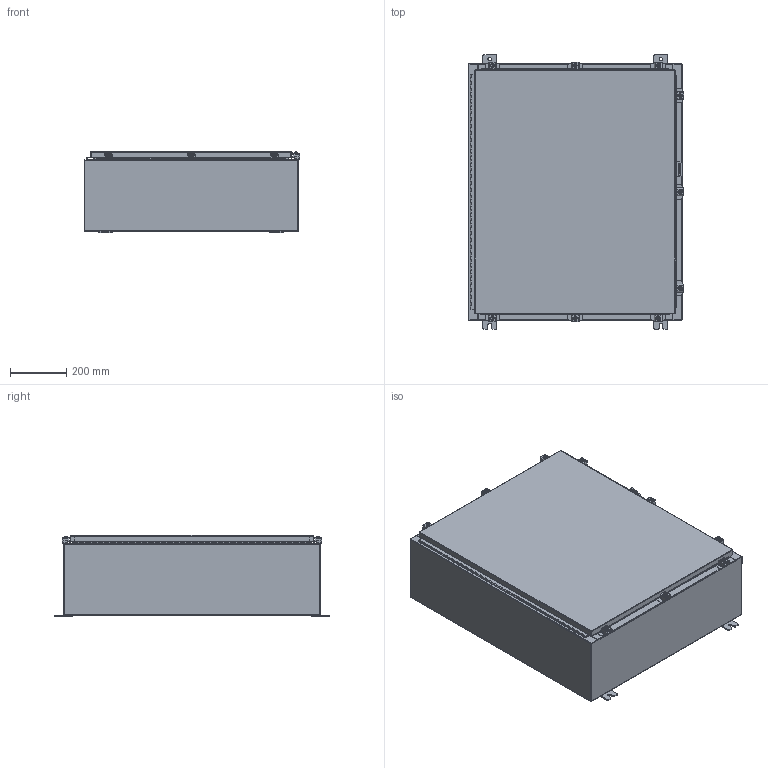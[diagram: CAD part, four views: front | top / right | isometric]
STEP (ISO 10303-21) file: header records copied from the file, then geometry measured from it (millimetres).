
FILE_DESCRIPTION (( 'STEP AP203' ), '1' );
FILE_NAME ('N36H3010SSWP.STEP', '2014-01-22T19:57:38', ( 'changeme' ), ( 'Microsoft' ), 'SwSTEP 2.0', 'SolidWorks 2013', '' );
FILE_SCHEMA (( 'CONFIG_CONTROL_DESIGN' ));
Length unit declared in the file: inch
Products named in the file (20): N36H3010SSWP Padlock Hasp; N36H3010SSWP Mounting Studs; N36H3010SSWP Body; N36H3010SSWP Enclosure Stiffener; N36H3010SSWP Hinge Enclosure Side2; N36H3010SSWP Bottom; N36H3010SSWP Clamp Bracket; N36H3010SSWP Hinge Cover Side; N36H3010SSWP Top; N36H3010SSWP 22101002; N36H3010SSWP 125 Pin Hinge; N36H3010SSWP; N36H3010SSWP 22104005_DEFAULT; N36H3010SSWP Clamp Top; N36H3010SSWP Clamp Assembly; N36H3010SSWP Mounting Feet; N36H3010SSWP Standard Clamps; N36H3010SSWP Padlock Staple; N36H3010SSWP Backpanel; N36H3010SSWP Cover
Assembly tree (36 placements, depth 4):
  N36H3010SSWP
    N36H3010SSWP Backpanel
    N36H3010SSWP Mounting Studs  x6
    N36H3010SSWP 125 Pin Hinge
      N36H3010SSWP Hinge Enclosure Side2
      N36H3010SSWP Hinge Cover Side
    N36H3010SSWP Mounting Feet  x4
    N36H3010SSWP Padlock Staple
    N36H3010SSWP Padlock Hasp
    N36H3010SSWP Enclosure Stiffener
    N36H3010SSWP Standard Clamps  x9
      N36H3010SSWP Clamp Bracket
      N36H3010SSWP Clamp Assembly
        N36H3010SSWP 22101002  x2
        N36H3010SSWP 22104005_DEFAULT
        N36H3010SSWP Clamp Top
    N36H3010SSWP Cover
    N36H3010SSWP Body
    N36H3010SSWP Bottom
    N36H3010SSWP Top
Bounding box: 767.35 x 977.9 x 289.27 mm (x, y, z)
Volume: 6589155.6 mm3; surface area: 6480791.3 mm2
Topology: 65 solids, 65 shells, 2456 faces, 6184 edges, 3894 vertices
Faces by surface type: plane 1288, cylinder 1028, torus 66, cone 66, bspline 8
Entity records: 43212 total; most frequent: CARTESIAN_POINT 7445, DIRECTION 7248, ORIENTED_EDGE 6800, EDGE_CURVE 3400, AXIS2_PLACEMENT_3D 2517, VECTOR 2214, LINE 2214, VERTEX_POINT 2092
